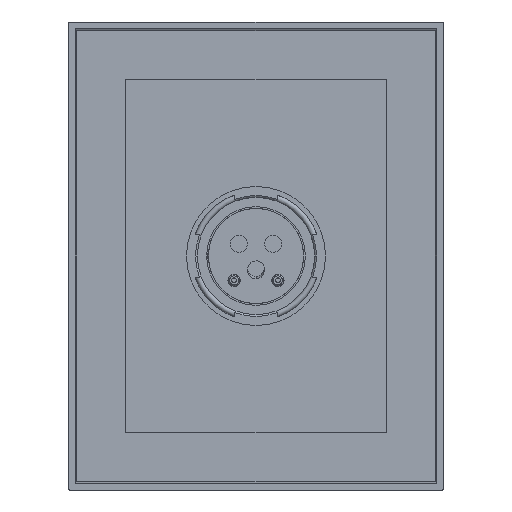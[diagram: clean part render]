
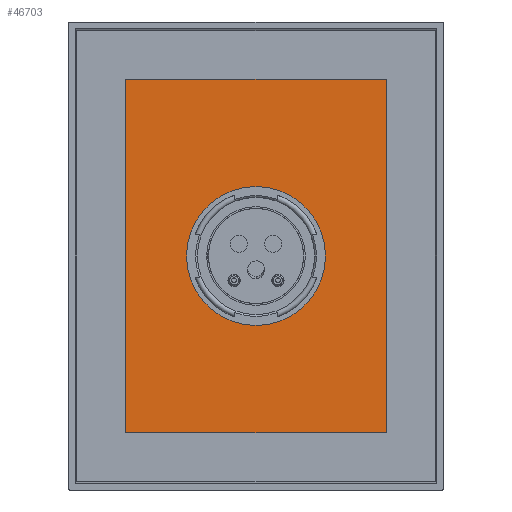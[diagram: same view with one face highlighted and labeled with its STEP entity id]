
A CAD part, front view. The second image highlights one B-rep face of the part: STEP entity #46703.
In plain terms, the highlighted planar face has unit normal (0, -1, 0).
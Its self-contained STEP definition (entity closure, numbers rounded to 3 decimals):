
#45580=DIRECTION('',(-1.,0.,0.));
#45581=VECTOR('',#45580,107.);
#45582=CARTESIAN_POINT('',(53.5,56.5,-72.5));
#45583=LINE('',#45582,#45581);
#45584=DIRECTION('',(0.,0.,1.));
#45585=VECTOR('',#45584,145.);
#45586=CARTESIAN_POINT('',(-53.5,56.5,-72.5));
#45587=LINE('',#45586,#45585);
#45588=DIRECTION('',(1.,0.,0.));
#45589=VECTOR('',#45588,107.);
#45590=CARTESIAN_POINT('',(-53.5,56.5,72.5));
#45591=LINE('',#45590,#45589);
#45592=DIRECTION('',(0.,0.,-1.));
#45593=VECTOR('',#45592,145.);
#45594=CARTESIAN_POINT('',(53.5,56.5,72.5));
#45595=LINE('',#45594,#45593);
#45596=CARTESIAN_POINT('',(0.,56.5,0.));
#45597=DIRECTION('',(0.,-1.,0.));
#45598=DIRECTION('',(1.,0.,0.));
#45599=AXIS2_PLACEMENT_3D('',#45596,#45597,#45598);
#45601=CARTESIAN_POINT('',(0.,56.5,0.));
#45602=DIRECTION('',(0.,-1.,0.));
#45603=DIRECTION('',(-1.,0.,0.));
#45604=AXIS2_PLACEMENT_3D('',#45601,#45602,#45603);
#45918=CARTESIAN_POINT('',(28.5,56.5,0.));
#45919=CARTESIAN_POINT('',(-28.5,56.5,0.));
#45920=VERTEX_POINT('',#45918);
#45921=VERTEX_POINT('',#45919);
#46054=CARTESIAN_POINT('',(53.5,56.5,-72.5));
#46055=CARTESIAN_POINT('',(-53.5,56.5,-72.5));
#46056=VERTEX_POINT('',#46054);
#46057=VERTEX_POINT('',#46055);
#46058=CARTESIAN_POINT('',(53.5,56.5,72.5));
#46059=VERTEX_POINT('',#46058);
#46060=CARTESIAN_POINT('',(-53.5,56.5,72.5));
#46061=VERTEX_POINT('',#46060);
#46683=CARTESIAN_POINT('',(0.,56.5,0.));
#46684=DIRECTION('',(0.,1.,0.));
#46685=DIRECTION('',(1.,0.,0.));
#46686=AXIS2_PLACEMENT_3D('',#46683,#46684,#46685);
#46687=PLANE('',#46686);
#46688=ORIENTED_EDGE('',*,*,#46666,.T.);
#46690=ORIENTED_EDGE('',*,*,#46689,.T.);
#46692=ORIENTED_EDGE('',*,*,#46691,.T.);
#46694=ORIENTED_EDGE('',*,*,#46693,.T.);
#46695=EDGE_LOOP('',(#46688,#46690,#46692,#46694));
#46696=FACE_OUTER_BOUND('',#46695,.F.);
#46698=ORIENTED_EDGE('',*,*,#46697,.T.);
#46700=ORIENTED_EDGE('',*,*,#46699,.T.);
#46701=EDGE_LOOP('',(#46698,#46700));
#46702=FACE_BOUND('',#46701,.F.);
#46703=ADVANCED_FACE('',(#46696,#46702),#46687,.F.);
#45600=CIRCLE('',#45599,28.5);
#45605=CIRCLE('',#45604,28.5);
#46666=EDGE_CURVE('',#46056,#46057,#45583,.T.);
#46689=EDGE_CURVE('',#46057,#46061,#45587,.T.);
#46691=EDGE_CURVE('',#46061,#46059,#45591,.T.);
#46693=EDGE_CURVE('',#46059,#46056,#45595,.T.);
#46697=EDGE_CURVE('',#45920,#45921,#45600,.T.);
#46699=EDGE_CURVE('',#45921,#45920,#45605,.T.);
